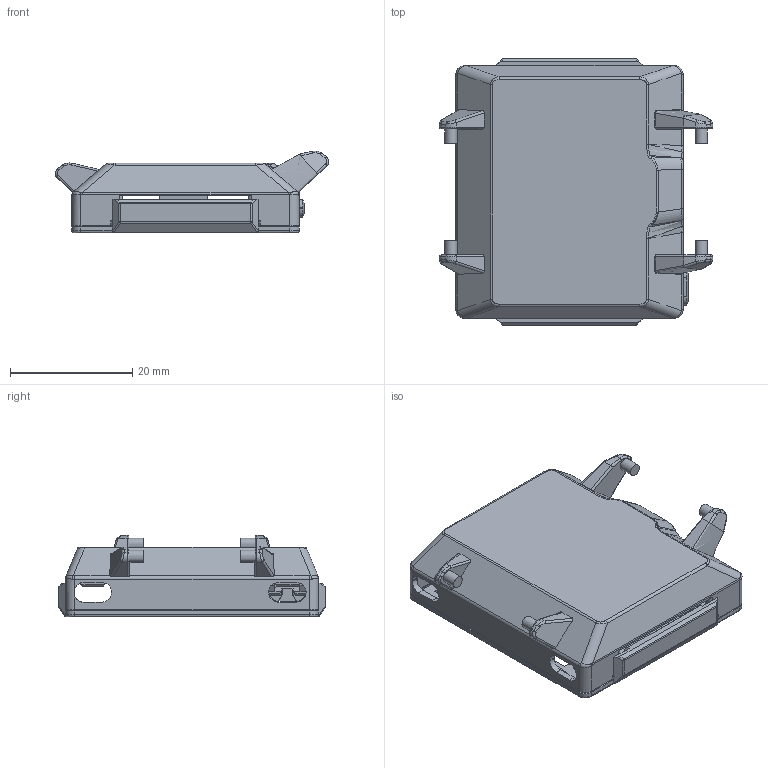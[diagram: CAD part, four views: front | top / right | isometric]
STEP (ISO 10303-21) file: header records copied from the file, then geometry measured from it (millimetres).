
FILE_DESCRIPTION(/* description */ ('STEP AP242','CAx-IF Rec.Pracs.---Representation and Presentation of Product Manufacturing Information (PMI)---4.0---2014-10-13','CAx-IF Rec.Pracs.---3D Tessellated Geometry---0.4---2014-09-14','2;1'),/* implementation_level */ '2;1');
FILE_NAME(/* name */ '68750d6d29b69576d4dd22bd',/* time_stamp */ '2025-07-14T14:00:15Z',/* author */ (''),/* organization */ (''),/* preprocessor_version */ 'ST-DEVELOPER v20',/* originating_system */ 'ONSHAPE BY PTC INC, 1.200',/* authorisation */ ' ');
FILE_SCHEMA (('AP242_MANAGED_MODEL_BASED_3D_ENGINEERING_MIM_LF { 1 0 10303 442 1 1 4 }'));
Length unit declared in the file: metre
Products named in the file (7): button2; strap-4; strap-3; strap-?; strap-1; main body; case front
Bounding box: 44.68 x 43.75 x 13.4 mm (x, y, z)
Volume: 2998.5 mm3; surface area: 8357.4 mm2
Topology: 7 solids, 7 shells, 645 faces, 1724 edges, 1077 vertices
Faces by surface type: plane 332, cylinder 190, bspline 87, cone 12, torus 12, sphere 12
Full cylindrical faces by diameter (mm): 2 x4
Entity records: 21160 total; most frequent: CARTESIAN_POINT 5449, ORIENTED_EDGE 3398, DIRECTION 3054, EDGE_CURVE 1699, VERTEX_POINT 1073, LINE 1058, VECTOR 1058, AXIS2_PLACEMENT_3D 998
